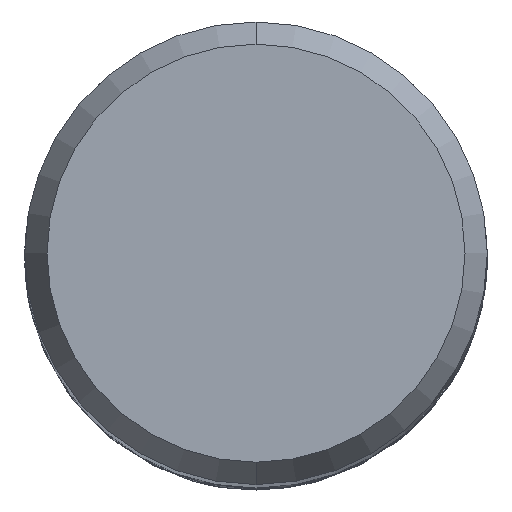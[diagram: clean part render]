
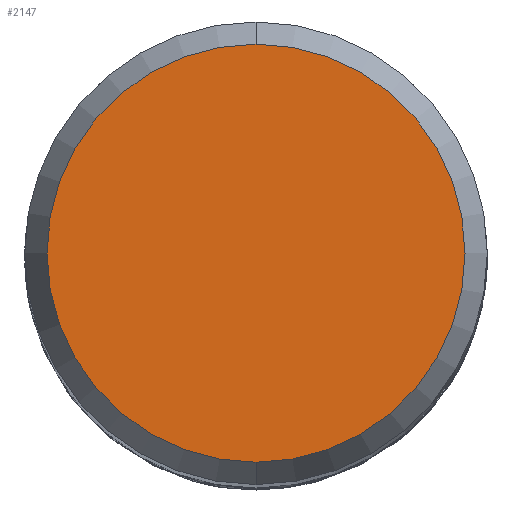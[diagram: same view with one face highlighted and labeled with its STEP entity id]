
A CAD part, top view. The second image highlights one B-rep face of the part: STEP entity #2147.
In plain terms, the highlighted planar face has unit normal (0, 0, 1).
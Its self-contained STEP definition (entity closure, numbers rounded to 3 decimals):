
#1261=VERTEX_POINT('',#3075);
#1665=EDGE_CURVE('',#1261,#1757,#3517,.T.);
#1757=VERTEX_POINT('',#3618);
#1923=EDGE_CURVE('',#1757,#1261,#3791,.T.);
#2147=ADVANCED_FACE('',(#4037),#4038,.T.);
#3075=CARTESIAN_POINT('',(0.,-5.423,0.0));
#3517=CIRCLE('',#11582,5.423);
#3618=CARTESIAN_POINT('',(0.0,5.423,0.0));
#3791=CIRCLE('',#13628,5.423);
#4037=FACE_OUTER_BOUND('',#15730,.T.);
#4038=PLANE('',#15731);
#11582=AXIS2_PLACEMENT_3D('',#23041,#23042,#23043);
#13628=AXIS2_PLACEMENT_3D('',#23287,#23288,#23289);
#15730=EDGE_LOOP('',(#23542,#23543));
#15731=AXIS2_PLACEMENT_3D('',#23544,#23545,#23546);
#23041=CARTESIAN_POINT('',(0.0,0.0,0.0));
#23042=DIRECTION('',(0.0,0.0,-1.0));
#23043=DIRECTION('',(0.0,1.0,0.0));
#23287=CARTESIAN_POINT('',(0.0,0.0,0.0));
#23288=DIRECTION('',(0.0,0.0,-1.0));
#23289=DIRECTION('',(0.0,1.0,0.0));
#23542=ORIENTED_EDGE('',*,*,#1923,.F.);
#23543=ORIENTED_EDGE('',*,*,#1665,.F.);
#23544=CARTESIAN_POINT('',(0.0,2.711,0.0));
#23545=DIRECTION('',(-0.0,0.0,1.0));
#23546=DIRECTION('',(0.0,-1.0,0.0));
